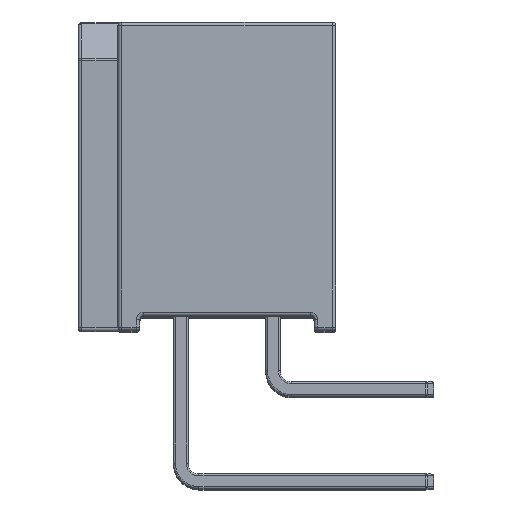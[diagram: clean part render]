
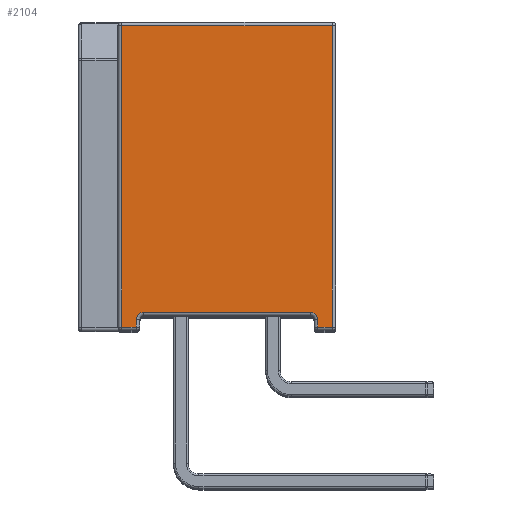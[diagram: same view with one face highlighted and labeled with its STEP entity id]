
A CAD part, top view. The second image highlights one B-rep face of the part: STEP entity #2104.
In plain terms, the highlighted face is planar.
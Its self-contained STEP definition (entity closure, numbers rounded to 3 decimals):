
#12 = LINE ( 'NONE', #4599, #4952 ) ;
#13 = VERTEX_POINT ( 'NONE', #955 ) ;
#57 = LINE ( 'NONE', #4788, #6023 ) ;
#61 = CARTESIAN_POINT ( 'NONE',  ( 0., -4.35, 2.5 ) ) ;
#77 = VERTEX_POINT ( 'NONE', #6752 ) ;
#159 = CARTESIAN_POINT ( 'NONE',  ( 0., -4.35, -2.9 ) ) ;
#272 = CIRCLE ( 'NONE', #4146, 0.2 ) ;
#290 = DIRECTION ( 'NONE',  ( 0., -1., 0. ) ) ;
#309 = DIRECTION ( 'NONE',  ( 0., 0., -1. ) ) ;
#348 = DIRECTION ( 'NONE',  ( 0., 1., 0. ) ) ;
#396 = DIRECTION ( 'NONE',  ( 0., 0., -1. ) ) ;
#424 = CARTESIAN_POINT ( 'NONE',  ( 0., -4.15, 2.3 ) ) ;
#642 = ORIENTED_EDGE ( 'NONE', *, *, #2238, .T. ) ;
#850 = EDGE_CURVE ( 'NONE', #1435, #5788, #6575, .T. ) ;
#908 = DIRECTION ( 'NONE',  ( 0., 0., -1. ) ) ;
#955 = CARTESIAN_POINT ( 'NONE',  ( 0., 3.95, -2.9 ) ) ;
#963 = DIRECTION ( 'NONE',  ( 0., 0., -1. ) ) ;
#1252 = CIRCLE ( 'NONE', #2487, 0.2 ) ;
#1347 = CARTESIAN_POINT ( 'NONE',  ( 0., -4.45, -2.5 ) ) ;
#1435 = VERTEX_POINT ( 'NONE', #1879 ) ;
#1587 = VERTEX_POINT ( 'NONE', #3227 ) ;
#1606 = AXIS2_PLACEMENT_3D ( 'NONE', #4648, #3564, #309 ) ;
#1836 = ORIENTED_EDGE ( 'NONE', *, *, #2092, .T. ) ;
#1879 = CARTESIAN_POINT ( 'NONE',  ( 0., -4.35, -2.5 ) ) ;
#2003 = CARTESIAN_POINT ( 'NONE',  ( 0., -3.95, 0. ) ) ;
#2092 = EDGE_CURVE ( 'NONE', #77, #1435, #5320, .T. ) ;
#2104 = ADVANCED_FACE ( 'NONE', ( #2410 ), #6829, .T. ) ;
#2112 = CARTESIAN_POINT ( 'NONE',  ( 0., -4.15, 2.5 ) ) ;
#2127 = EDGE_LOOP ( 'NONE', ( #2658, #2953, #4444, #642, #6507, #1836, #5118, #4267, #5969, #4333 ) ) ;
#2238 = EDGE_CURVE ( 'NONE', #1587, #2498, #3171, .T. ) ;
#2256 = EDGE_CURVE ( 'NONE', #1587, #3881, #272, .T. ) ;
#2353 = VECTOR ( 'NONE', #348, 1000. ) ;
#2410 = FACE_OUTER_BOUND ( 'NONE', #2127, .T. ) ;
#2487 = AXIS2_PLACEMENT_3D ( 'NONE', #6343, #3071, #6881 ) ;
#2498 = VERTEX_POINT ( 'NONE', #6824 ) ;
#2658 = ORIENTED_EDGE ( 'NONE', *, *, #3972, .T. ) ;
#2953 = ORIENTED_EDGE ( 'NONE', *, *, #6774, .T. ) ;
#3071 = DIRECTION ( 'NONE',  ( 1., 0., 0. ) ) ;
#3126 = LINE ( 'NONE', #5323, #4402 ) ;
#3171 = LINE ( 'NONE', #2003, #5906 ) ;
#3227 = CARTESIAN_POINT ( 'NONE',  ( 0., -3.95, 2.3 ) ) ;
#3564 = DIRECTION ( 'NONE',  ( 1., 0., 0. ) ) ;
#3615 = CARTESIAN_POINT ( 'NONE',  ( 0., -4.05, 2.5 ) ) ;
#3648 = EDGE_CURVE ( 'NONE', #5788, #13, #12, .T. ) ;
#3653 = CARTESIAN_POINT ( 'NONE',  ( 0., -4.35, 0. ) ) ;
#3692 = DIRECTION ( 'NONE',  ( 0., 0., 1. ) ) ;
#3806 = CARTESIAN_POINT ( 'NONE',  ( 0., -4.35, 2.9 ) ) ;
#3855 = VECTOR ( 'NONE', #290, 1000. ) ;
#3881 = VERTEX_POINT ( 'NONE', #2112 ) ;
#3972 = EDGE_CURVE ( 'NONE', #5631, #6998, #4514, .T. ) ;
#4046 = DIRECTION ( 'NONE',  ( 0., 1., 0. ) ) ;
#4146 = AXIS2_PLACEMENT_3D ( 'NONE', #424, #4234, #963 ) ;
#4234 = DIRECTION ( 'NONE',  ( 1., 0., 0. ) ) ;
#4267 = ORIENTED_EDGE ( 'NONE', *, *, #3648, .T. ) ;
#4333 = ORIENTED_EDGE ( 'NONE', *, *, #6027, .T. ) ;
#4402 = VECTOR ( 'NONE', #5858, 1000. ) ;
#4444 = ORIENTED_EDGE ( 'NONE', *, *, #2256, .F. ) ;
#4514 = LINE ( 'NONE', #3653, #5037 ) ;
#4554 = CARTESIAN_POINT ( 'NONE',  ( 0., 3.95, 2.9 ) ) ;
#4599 = CARTESIAN_POINT ( 'NONE',  ( 0., 0., -2.9 ) ) ;
#4648 = CARTESIAN_POINT ( 'NONE',  ( 0., 0., 0. ) ) ;
#4785 = DIRECTION ( 'NONE',  ( 0., 0., -1. ) ) ;
#4788 = CARTESIAN_POINT ( 'NONE',  ( 0., 3.95, 0. ) ) ;
#4952 = VECTOR ( 'NONE', #4046, 1000. ) ;
#5037 = VECTOR ( 'NONE', #396, 1000. ) ;
#5118 = ORIENTED_EDGE ( 'NONE', *, *, #850, .T. ) ;
#5252 = LINE ( 'NONE', #3615, #2353 ) ;
#5320 = LINE ( 'NONE', #1347, #3855 ) ;
#5323 = CARTESIAN_POINT ( 'NONE',  ( 0., 0., 2.9 ) ) ;
#5401 = EDGE_CURVE ( 'NONE', #77, #2498, #1252, .T. ) ;
#5599 = CARTESIAN_POINT ( 'NONE',  ( 0., -4.35, -3. ) ) ;
#5631 = VERTEX_POINT ( 'NONE', #3806 ) ;
#5788 = VERTEX_POINT ( 'NONE', #159 ) ;
#5820 = VERTEX_POINT ( 'NONE', #4554 ) ;
#5858 = DIRECTION ( 'NONE',  ( 0., -1., 0. ) ) ;
#5906 = VECTOR ( 'NONE', #908, 1000. ) ;
#5969 = ORIENTED_EDGE ( 'NONE', *, *, #6065, .T. ) ;
#6023 = VECTOR ( 'NONE', #3692, 1000. ) ;
#6027 = EDGE_CURVE ( 'NONE', #5820, #5631, #3126, .T. ) ;
#6065 = EDGE_CURVE ( 'NONE', #13, #5820, #57, .T. ) ;
#6243 = VECTOR ( 'NONE', #4785, 1000. ) ;
#6343 = CARTESIAN_POINT ( 'NONE',  ( 0., -4.15, -2.3 ) ) ;
#6507 = ORIENTED_EDGE ( 'NONE', *, *, #5401, .F. ) ;
#6575 = LINE ( 'NONE', #5599, #6243 ) ;
#6752 = CARTESIAN_POINT ( 'NONE',  ( 0., -4.15, -2.5 ) ) ;
#6774 = EDGE_CURVE ( 'NONE', #6998, #3881, #5252, .T. ) ;
#6824 = CARTESIAN_POINT ( 'NONE',  ( 0., -3.95, -2.3 ) ) ;
#6829 = PLANE ( 'NONE',  #1606 ) ;
#6881 = DIRECTION ( 'NONE',  ( 0., 0., -1. ) ) ;
#6998 = VERTEX_POINT ( 'NONE', #61 ) ;
